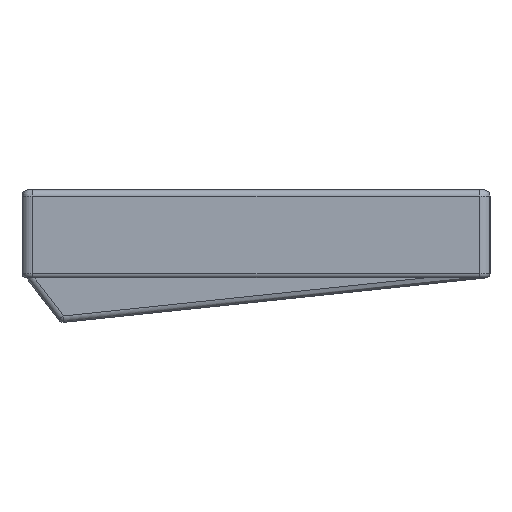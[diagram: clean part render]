
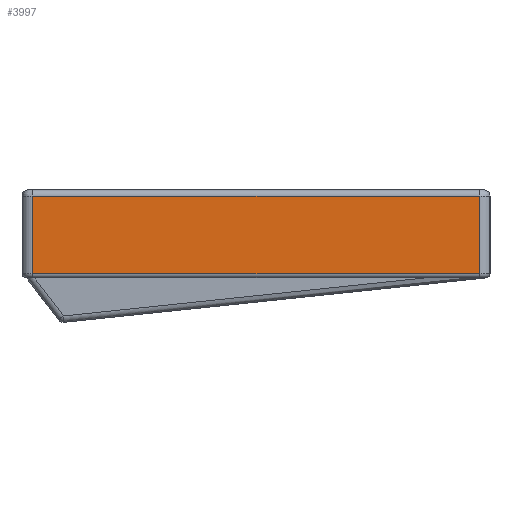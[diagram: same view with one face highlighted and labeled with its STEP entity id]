
A CAD part, left-side view. The second image highlights one B-rep face of the part: STEP entity #3997.
In plain terms, the highlighted planar face has unit normal (-1, 0, 0).
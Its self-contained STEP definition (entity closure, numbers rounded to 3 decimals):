
#320=FACE_OUTER_BOUND('',#571,.T.);
#571=EDGE_LOOP('',(#3251,#3252,#3253,#3254));
#1018=LINE('',#6379,#1366);
#1025=LINE('',#6396,#1373);
#1156=LINE('',#6790,#1504);
#1157=LINE('',#6791,#1505);
#1366=VECTOR('',#4921,10.);
#1373=VECTOR('',#4938,10.);
#1504=VECTOR('',#5337,10.);
#1505=VECTOR('',#5338,10.);
#1714=VERTEX_POINT('',#6313);
#1725=VERTEX_POINT('',#6372);
#1731=VERTEX_POINT('',#6395);
#1860=VERTEX_POINT('',#6789);
#2155=EDGE_CURVE('',#1725,#1714,#1018,.T.);
#2163=EDGE_CURVE('',#1714,#1731,#1025,.T.);
#2360=EDGE_CURVE('',#1860,#1725,#1156,.T.);
#2361=EDGE_CURVE('',#1731,#1860,#1157,.T.);
#3251=ORIENTED_EDGE('',*,*,#2155,.F.);
#3252=ORIENTED_EDGE('',*,*,#2360,.F.);
#3253=ORIENTED_EDGE('',*,*,#2361,.F.);
#3254=ORIENTED_EDGE('',*,*,#2163,.F.);
#3823=PLANE('',#4370);
#3997=ADVANCED_FACE('',(#320),#3823,.T.);
#4370=AXIS2_PLACEMENT_3D('',#6788,#5335,#5336);
#4921=DIRECTION('',(0.,-1.,0.));
#4938=DIRECTION('',(0.,0.,-1.));
#5335=DIRECTION('center_axis',(-1.,0.,0.));
#5336=DIRECTION('ref_axis',(0.,0.,1.));
#5337=DIRECTION('',(0.,0.,1.));
#5338=DIRECTION('',(0.,1.,0.));
#6313=CARTESIAN_POINT('',(-157.375,-52.6,30.132));
#6372=CARTESIAN_POINT('',(-157.375,52.6,30.132));
#6379=CARTESIAN_POINT('',(-157.375,-25.8,30.132));
#6395=CARTESIAN_POINT('',(-157.375,-52.6,11.847));
#6396=CARTESIAN_POINT('',(-157.375,-52.6,10.456));
#6788=CARTESIAN_POINT('Origin',(-157.375,0.,-0.002));
#6789=CARTESIAN_POINT('',(-157.375,52.6,11.847));
#6790=CARTESIAN_POINT('',(-157.375,52.6,7.561));
#6791=CARTESIAN_POINT('',(-157.375,-139.881,11.847));
